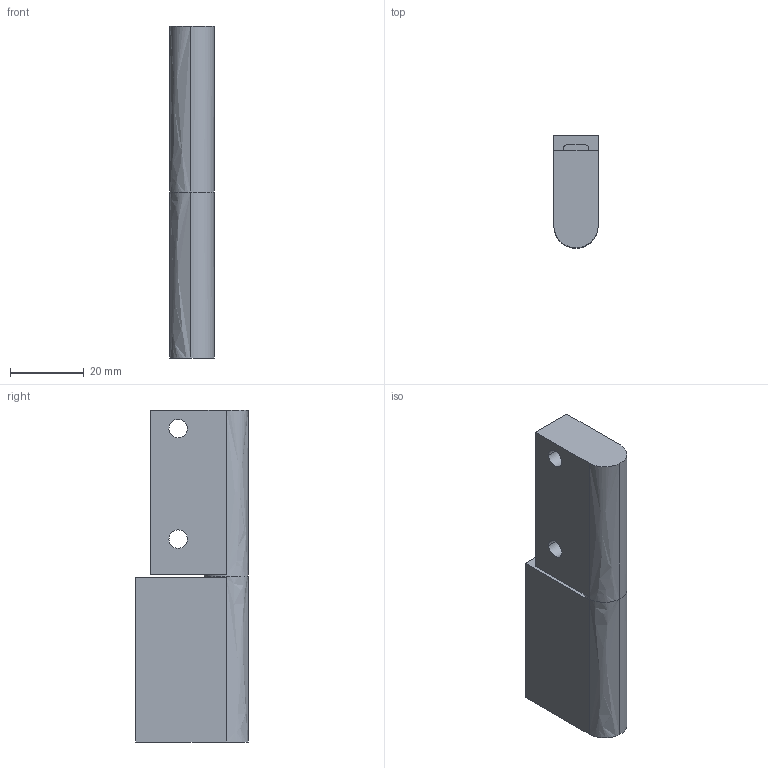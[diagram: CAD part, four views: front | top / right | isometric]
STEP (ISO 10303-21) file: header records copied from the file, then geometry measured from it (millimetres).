
FILE_DESCRIPTION((''),'2;1');
FILE_NAME('','2006-10-27T18:00:58',(''),(''),'','CADfix','');
FILE_SCHEMA(('AUTOMOTIVE_DESIGN'));
Length unit declared in the file: millimetre
Products named in the file (4): shaft; hinge pieces_B; hinge pieces_A; TEH_1036_U10_2625_36
Assembly tree (3 placements, depth 2):
  TEH_1036_U10_2625_36
    shaft
    hinge pieces_B
    hinge pieces_A
Bounding box: 12 x 30.49 x 90 mm (x, y, z)
Volume: 23062.3 mm3; surface area: 13496.5 mm2
Topology: 3 solids, 3 shells, 90 faces, 261 edges, 185 vertices
Faces by surface type: bspline 90
Entity records: 3049 total; most frequent: CARTESIAN_POINT 1502, ORIENTED_EDGE 522, EDGE_CURVE 261, VERTEX_POINT 185, QUASI_UNIFORM_CURVE 132, EDGE_LOOP 102, FACE_OUTER_BOUND 90, ADVANCED_FACE 90
